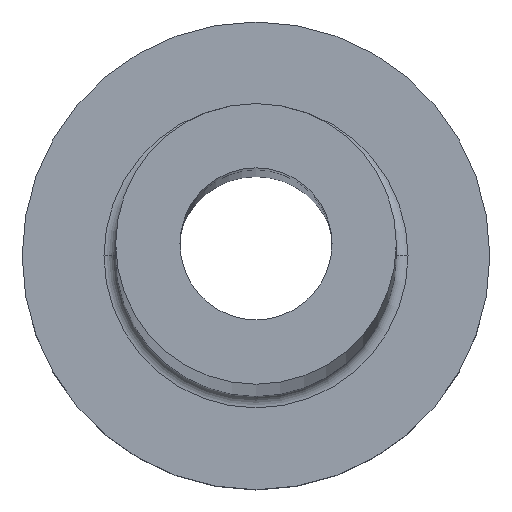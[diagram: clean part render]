
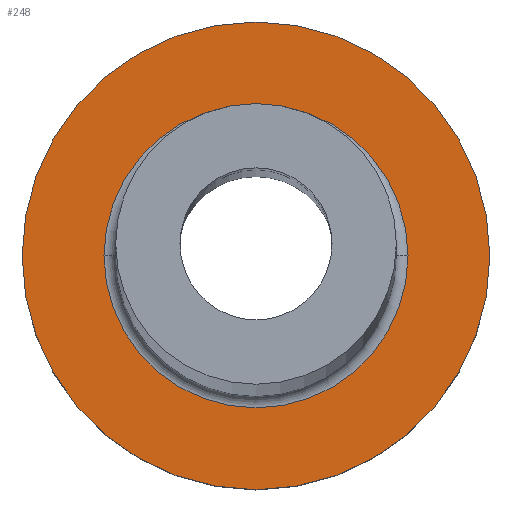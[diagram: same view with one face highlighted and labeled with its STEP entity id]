
A CAD part, top view. The second image highlights one B-rep face of the part: STEP entity #248.
In plain terms, the highlighted planar face has unit normal (0, 0, 1).
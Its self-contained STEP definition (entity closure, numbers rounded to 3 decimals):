
#14 = ORIENTED_EDGE ( 'NONE', *, *, #307, .T. ) ;
#18 = CARTESIAN_POINT ( 'NONE',  ( -6.5, 0., 7. ) ) ;
#29 = EDGE_CURVE ( 'NONE', #443, #434, #211, .T. ) ;
#34 = CARTESIAN_POINT ( 'NONE',  ( 0., 0., 7. ) ) ;
#49 = CARTESIAN_POINT ( 'NONE',  ( 0., 0., 7. ) ) ;
#61 = CARTESIAN_POINT ( 'NONE',  ( 0., 0., 7. ) ) ;
#79 = DIRECTION ( 'NONE',  ( 1., 0., 0. ) ) ;
#95 = CIRCLE ( 'NONE', #349, 6.5 ) ;
#110 = CARTESIAN_POINT ( 'NONE',  ( 0., 0., 7. ) ) ;
#118 = AXIS2_PLACEMENT_3D ( 'NONE', #61, #313, #135 ) ;
#120 = VERTEX_POINT ( 'NONE', #18 ) ;
#135 = DIRECTION ( 'NONE',  ( 1., 0., 0. ) ) ;
#140 = CARTESIAN_POINT ( 'NONE',  ( 6.5, 0., 7. ) ) ;
#159 = EDGE_LOOP ( 'NONE', ( #14, #387 ) ) ;
#171 = PLANE ( 'NONE',  #118 ) ;
#193 = ORIENTED_EDGE ( 'NONE', *, *, #456, .T. ) ;
#202 = ORIENTED_EDGE ( 'NONE', *, *, #415, .T. ) ;
#205 = VERTEX_POINT ( 'NONE', #140 ) ;
#211 = CIRCLE ( 'NONE', #386, 10. ) ;
#235 = AXIS2_PLACEMENT_3D ( 'NONE', #110, #428, #79 ) ;
#239 = FACE_OUTER_BOUND ( 'NONE', #159, .T. ) ;
#240 = DIRECTION ( 'NONE',  ( 1., 0., 0. ) ) ;
#242 = DIRECTION ( 'NONE',  ( 0., 0., -1. ) ) ;
#248 = ADVANCED_FACE ( 'NONE', ( #457, #239 ), #171, .T. ) ;
#274 = CARTESIAN_POINT ( 'NONE',  ( -10., 0., 7. ) ) ;
#275 = DIRECTION ( 'NONE',  ( 0., 0., -1. ) ) ;
#299 = DIRECTION ( 'NONE',  ( 1., 0., 0. ) ) ;
#307 = EDGE_CURVE ( 'NONE', #434, #443, #454, .T. ) ;
#313 = DIRECTION ( 'NONE',  ( 0., 0., 1. ) ) ;
#349 = AXIS2_PLACEMENT_3D ( 'NONE', #34, #275, #240 ) ;
#353 = CARTESIAN_POINT ( 'NONE',  ( 10., 0., 7. ) ) ;
#355 = CIRCLE ( 'NONE', #420, 6.5 ) ;
#384 = DIRECTION ( 'NONE',  ( 0., 0., 1. ) ) ;
#386 = AXIS2_PLACEMENT_3D ( 'NONE', #444, #384, #299 ) ;
#387 = ORIENTED_EDGE ( 'NONE', *, *, #29, .T. ) ;
#412 = EDGE_LOOP ( 'NONE', ( #202, #193 ) ) ;
#415 = EDGE_CURVE ( 'NONE', #205, #120, #355, .T. ) ;
#418 = DIRECTION ( 'NONE',  ( 1., 0., 0. ) ) ;
#420 = AXIS2_PLACEMENT_3D ( 'NONE', #49, #242, #418 ) ;
#428 = DIRECTION ( 'NONE',  ( 0., 0., 1. ) ) ;
#434 = VERTEX_POINT ( 'NONE', #274 ) ;
#443 = VERTEX_POINT ( 'NONE', #353 ) ;
#444 = CARTESIAN_POINT ( 'NONE',  ( 0., 0., 7. ) ) ;
#454 = CIRCLE ( 'NONE', #235, 10. ) ;
#456 = EDGE_CURVE ( 'NONE', #120, #205, #95, .T. ) ;
#457 = FACE_BOUND ( 'NONE', #412, .T. ) ;
